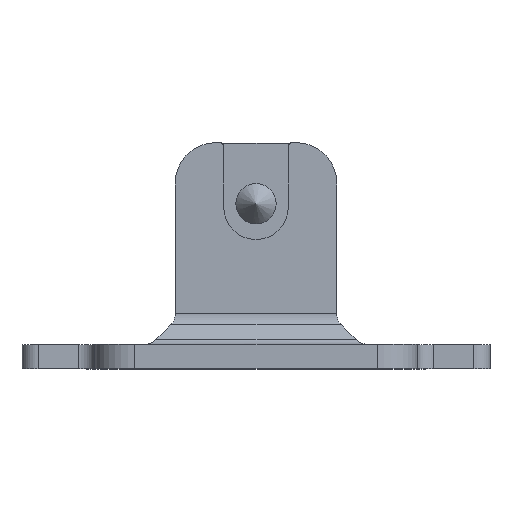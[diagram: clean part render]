
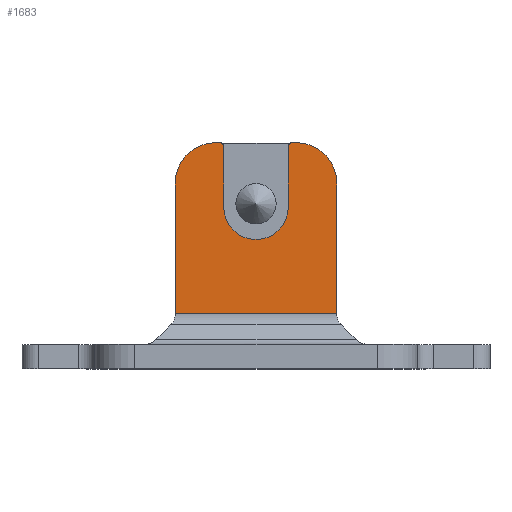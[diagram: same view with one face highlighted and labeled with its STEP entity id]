
A CAD part, top view. The second image highlights one B-rep face of the part: STEP entity #1683.
In plain terms, the highlighted planar face has unit normal (0, 0, 1).
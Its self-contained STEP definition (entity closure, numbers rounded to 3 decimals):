
#88=PLANE('',#1872);
#177=FACE_OUTER_BOUND('',#279,.T.);
#279=EDGE_LOOP('',(#1525,#1526,#1527,#1528,#1529,#1530,#1531,#1532,#1533,
#1534,#1535,#1536));
#288=LINE('',#2397,#453);
#302=LINE('',#2435,#467);
#363=LINE('',#2632,#528);
#367=LINE('',#2642,#532);
#371=LINE('',#2652,#536);
#441=LINE('',#2844,#606);
#444=LINE('',#2852,#609);
#453=VECTOR('',#1893,10.);
#467=VECTOR('',#1923,10.);
#528=VECTOR('',#2104,10.);
#532=VECTOR('',#2118,10.);
#536=VECTOR('',#2130,10.);
#606=VECTOR('',#2344,10.);
#609=VECTOR('',#2355,10.);
#615=CIRCLE('',#1713,0.5);
#620=CIRCLE('',#1721,0.5);
#670=CIRCLE('',#1865,4.);
#671=CIRCLE('',#1869,5.);
#672=CIRCLE('',#1871,5.);
#677=VERTEX_POINT('',#2387);
#678=VERTEX_POINT('',#2389);
#680=VERTEX_POINT('',#2395);
#690=VERTEX_POINT('',#2419);
#691=VERTEX_POINT('',#2420);
#696=VERTEX_POINT('',#2433);
#771=VERTEX_POINT('',#2626);
#772=VERTEX_POINT('',#2631);
#773=VERTEX_POINT('',#2640);
#775=VERTEX_POINT('',#2651);
#825=VERTEX_POINT('',#2843);
#826=VERTEX_POINT('',#2851);
#831=EDGE_CURVE('',#677,#678,#615,.T.);
#835=EDGE_CURVE('',#680,#677,#288,.T.);
#846=EDGE_CURVE('',#690,#691,#620,.T.);
#854=EDGE_CURVE('',#690,#696,#302,.T.);
#953=EDGE_CURVE('',#772,#771,#363,.T.);
#958=EDGE_CURVE('',#772,#773,#367,.T.);
#962=EDGE_CURVE('',#771,#775,#371,.T.);
#1058=EDGE_CURVE('',#825,#678,#441,.T.);
#1061=EDGE_CURVE('',#696,#825,#670,.T.);
#1062=EDGE_CURVE('',#691,#826,#444,.T.);
#1064=EDGE_CURVE('',#775,#680,#671,.T.);
#1065=EDGE_CURVE('',#826,#773,#672,.T.);
#1525=ORIENTED_EDGE('',*,*,#831,.F.);
#1526=ORIENTED_EDGE('',*,*,#835,.F.);
#1527=ORIENTED_EDGE('',*,*,#1064,.F.);
#1528=ORIENTED_EDGE('',*,*,#962,.F.);
#1529=ORIENTED_EDGE('',*,*,#953,.F.);
#1530=ORIENTED_EDGE('',*,*,#958,.T.);
#1531=ORIENTED_EDGE('',*,*,#1065,.F.);
#1532=ORIENTED_EDGE('',*,*,#1062,.F.);
#1533=ORIENTED_EDGE('',*,*,#846,.F.);
#1534=ORIENTED_EDGE('',*,*,#854,.T.);
#1535=ORIENTED_EDGE('',*,*,#1061,.T.);
#1536=ORIENTED_EDGE('',*,*,#1058,.T.);
#1683=ADVANCED_FACE('',(#177),#88,.T.);
#1713=AXIS2_PLACEMENT_3D('',#2390,#1886,#1887);
#1721=AXIS2_PLACEMENT_3D('',#2421,#1912,#1913);
#1865=AXIS2_PLACEMENT_3D('',#2848,#2349,#2350);
#1869=AXIS2_PLACEMENT_3D('',#2855,#2359,#2360);
#1871=AXIS2_PLACEMENT_3D('',#2857,#2363,#2364);
#1872=AXIS2_PLACEMENT_3D('',#2858,#2365,#2366);
#1886=DIRECTION('center_axis',(0.,0.,-1.));
#1887=DIRECTION('ref_axis',(0.707,0.707,0.));
#1893=DIRECTION('',(1.,0.,0.));
#1912=DIRECTION('center_axis',(0.,0.,-1.));
#1913=DIRECTION('ref_axis',(-0.707,0.707,0.));
#1923=DIRECTION('',(0.,-1.,0.));
#2104=DIRECTION('',(-1.,0.,0.));
#2118=DIRECTION('',(0.,1.,0.));
#2130=DIRECTION('',(0.,1.,0.));
#2344=DIRECTION('',(0.,1.,0.));
#2349=DIRECTION('center_axis',(0.,0.,-1.));
#2350=DIRECTION('ref_axis',(-1.,0.,0.));
#2355=DIRECTION('',(1.,0.,0.));
#2359=DIRECTION('center_axis',(0.,0.,-1.));
#2360=DIRECTION('ref_axis',(-0.707,0.707,0.));
#2363=DIRECTION('center_axis',(0.,0.,-1.));
#2364=DIRECTION('ref_axis',(0.707,0.707,0.));
#2365=DIRECTION('center_axis',(0.,0.,1.));
#2366=DIRECTION('ref_axis',(1.,0.,0.));
#2387=CARTESIAN_POINT('',(-24.5,25.,-5.55));
#2389=CARTESIAN_POINT('',(-24.,24.5,-5.55));
#2390=CARTESIAN_POINT('Origin',(-24.5,24.5,-5.55));
#2395=CARTESIAN_POINT('',(-25.,25.,-5.55));
#2397=CARTESIAN_POINT('',(-30.,25.,-5.55));
#2419=CARTESIAN_POINT('',(-16.,24.5,-5.55));
#2420=CARTESIAN_POINT('',(-15.5,25.,-5.55));
#2421=CARTESIAN_POINT('Origin',(-15.5,24.5,-5.55));
#2433=CARTESIAN_POINT('',(-16.,17.,-5.55));
#2435=CARTESIAN_POINT('',(-16.,8.5,-5.55));
#2626=CARTESIAN_POINT('',(-30.,3.828,-5.55));
#2631=CARTESIAN_POINT('',(-10.,3.828,-5.55));
#2632=CARTESIAN_POINT('',(-27.5,3.828,-5.55));
#2640=CARTESIAN_POINT('',(-10.,20.,-5.55));
#2642=CARTESIAN_POINT('',(-10.,0.,-5.55));
#2651=CARTESIAN_POINT('',(-30.,20.,-5.55));
#2652=CARTESIAN_POINT('',(-30.,0.,-5.55));
#2843=CARTESIAN_POINT('',(-24.,17.,-5.55));
#2844=CARTESIAN_POINT('',(-24.,12.5,-5.55));
#2848=CARTESIAN_POINT('Origin',(-20.,17.,-5.55));
#2851=CARTESIAN_POINT('',(-15.,25.,-5.55));
#2852=CARTESIAN_POINT('',(-30.,25.,-5.55));
#2855=CARTESIAN_POINT('Origin',(-25.,20.,-5.55));
#2857=CARTESIAN_POINT('Origin',(-15.,20.,-5.55));
#2858=CARTESIAN_POINT('Origin',(-30.,0.,-5.55));
